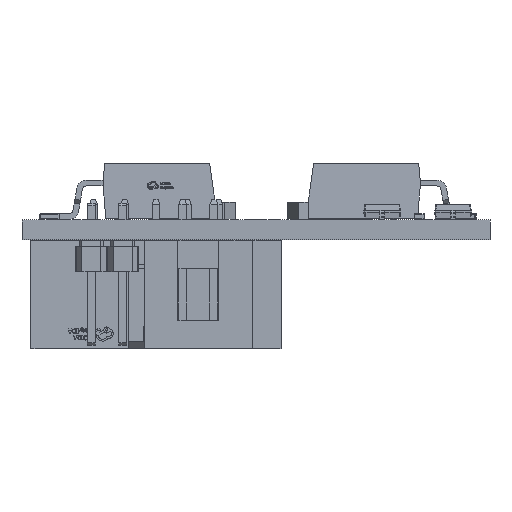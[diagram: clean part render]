
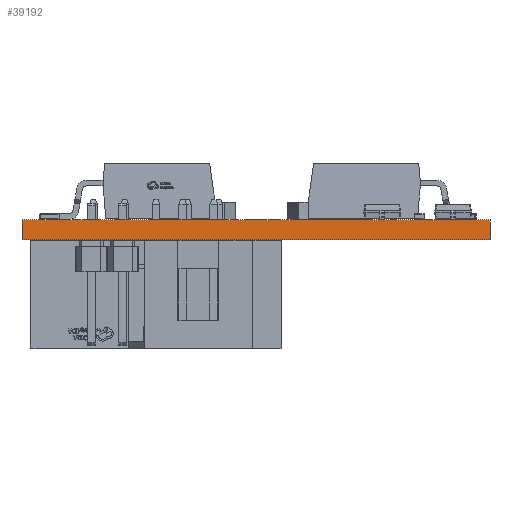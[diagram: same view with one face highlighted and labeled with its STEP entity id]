
A CAD part, front view. The second image highlights one B-rep face of the part: STEP entity #39192.
In plain terms, the highlighted planar face has unit normal (0, -1, 0).
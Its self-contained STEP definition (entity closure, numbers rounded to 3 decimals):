
#39192 = ADVANCED_FACE('',(#39193),#39227,.T.);
#39193 = FACE_BOUND('',#39194,.T.);
#39194 = EDGE_LOOP('',(#39195,#39205,#39213,#39221));
#39195 = ORIENTED_EDGE('',*,*,#39196,.T.);
#39196 = EDGE_CURVE('',#39197,#39199,#39201,.T.);
#39197 = VERTEX_POINT('',#39198);
#39198 = CARTESIAN_POINT('',(19.,-42.75,0.));
#39199 = VERTEX_POINT('',#39200);
#39200 = CARTESIAN_POINT('',(19.,-42.75,1.6));
#39201 = LINE('',#39202,#39203);
#39202 = CARTESIAN_POINT('',(19.,-42.75,0.));
#39203 = VECTOR('',#39204,1.);
#39204 = DIRECTION('',(0.,0.,1.));
#39205 = ORIENTED_EDGE('',*,*,#39206,.T.);
#39206 = EDGE_CURVE('',#39199,#39207,#39209,.T.);
#39207 = VERTEX_POINT('',#39208);
#39208 = CARTESIAN_POINT('',(-19.,-42.75,1.6));
#39209 = LINE('',#39210,#39211);
#39210 = CARTESIAN_POINT('',(19.,-42.75,1.6));
#39211 = VECTOR('',#39212,1.);
#39212 = DIRECTION('',(-1.,0.,0.));
#39213 = ORIENTED_EDGE('',*,*,#39214,.F.);
#39214 = EDGE_CURVE('',#39215,#39207,#39217,.T.);
#39215 = VERTEX_POINT('',#39216);
#39216 = CARTESIAN_POINT('',(-19.,-42.75,0.));
#39217 = LINE('',#39218,#39219);
#39218 = CARTESIAN_POINT('',(-19.,-42.75,0.));
#39219 = VECTOR('',#39220,1.);
#39220 = DIRECTION('',(0.,0.,1.));
#39221 = ORIENTED_EDGE('',*,*,#39222,.F.);
#39222 = EDGE_CURVE('',#39197,#39215,#39223,.T.);
#39223 = LINE('',#39224,#39225);
#39224 = CARTESIAN_POINT('',(19.,-42.75,0.));
#39225 = VECTOR('',#39226,1.);
#39226 = DIRECTION('',(-1.,0.,0.));
#39227 = PLANE('',#39228);
#39228 = AXIS2_PLACEMENT_3D('',#39229,#39230,#39231);
#39229 = CARTESIAN_POINT('',(19.,-42.75,0.));
#39230 = DIRECTION('',(0.,-1.,0.));
#39231 = DIRECTION('',(-1.,0.,0.));
